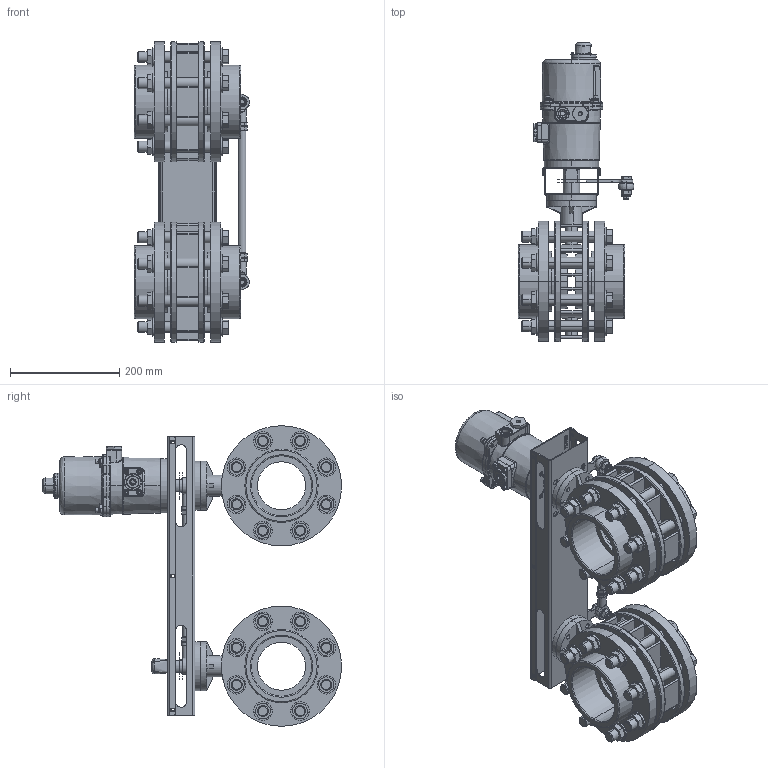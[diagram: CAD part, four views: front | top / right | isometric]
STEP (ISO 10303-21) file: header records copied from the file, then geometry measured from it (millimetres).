
FILE_DESCRIPTION (( 'STEP AP214' ), '1' );
FILE_NAME ('200.549.110 twv 110 330 VDL.STEP', '2021-09-30T06:34:54', ( '' ), ( '' ), 'SwSTEP 2.0', 'SolidWorks 2018', '' );
FILE_SCHEMA (( 'AUTOMOTIVE_DESIGN' ));
Length unit declared in the file: millimetre
Products named in the file (1): 200.549.110 twv 110 330 VDL
Bounding box: 211.5 x 547.37 x 550 mm (x, y, z)
Surface area: 1371894.7 mm2 (no closed solid volume)
Topology: 0 solids, 61 shells, 2165 faces, 6991 edges, 4656 vertices
Faces by surface type: plane 827, cylinder 615, cone 380, bspline 293, torus 42, sphere 8
Entity records: 128707 total; most frequent: CARTESIAN_POINT 47021, ORIENTED_EDGE 11914, DIRECTION 11046, EDGE_CURVE 6959, VERTEX_POINT 4648, AXIS2_PLACEMENT_3D 4110, VECTOR 2826, LINE 2826
